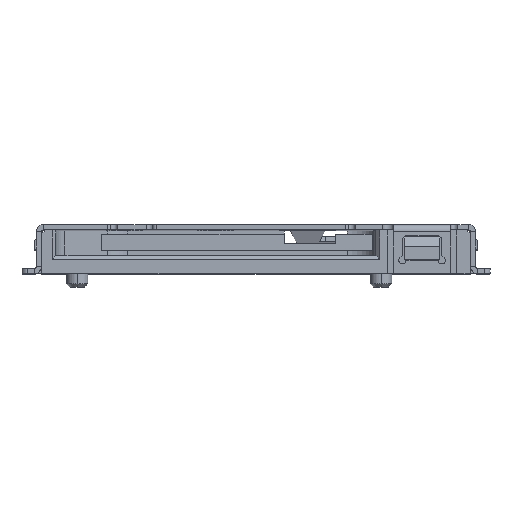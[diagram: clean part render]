
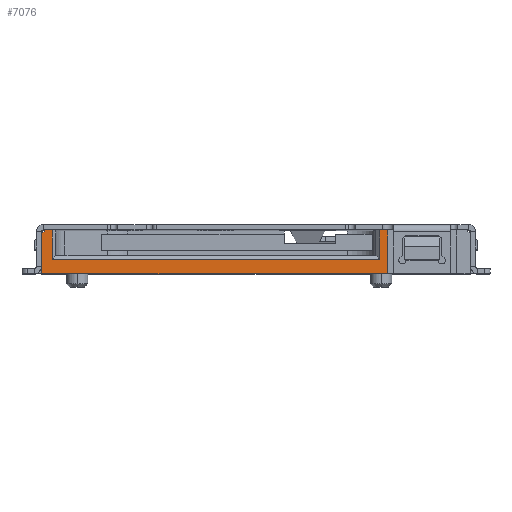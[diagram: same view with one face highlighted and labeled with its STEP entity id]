
A CAD part, top view. The second image highlights one B-rep face of the part: STEP entity #7076.
In plain terms, the highlighted planar face has unit normal (0, 0, 1).
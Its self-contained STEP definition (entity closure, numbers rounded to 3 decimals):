
#373 = CARTESIAN_POINT ( 'NONE',  ( 3.682, 0., 0. ) ) ;
#623 = EDGE_CURVE ( 'NONE', #10886, #16727, #8852, .T. ) ;
#647 = CARTESIAN_POINT ( 'NONE',  ( -5.695, 0.4, 0. ) ) ;
#886 = EDGE_CURVE ( 'NONE', #6207, #2258, #11418, .T. ) ;
#903 = EDGE_CURVE ( 'NONE', #12458, #7161, #17566, .T. ) ;
#1283 = ORIENTED_EDGE ( 'NONE', *, *, #10889, .T. ) ;
#1560 = VECTOR ( 'NONE', #17364, 1000. ) ;
#1674 = CARTESIAN_POINT ( 'NONE',  ( -5.695, 1.22, 0. ) ) ;
#2110 = VERTEX_POINT ( 'NONE', #5239 ) ;
#2135 = LINE ( 'NONE', #6667, #8272 ) ;
#2258 = VERTEX_POINT ( 'NONE', #13459 ) ;
#2689 = PLANE ( 'NONE',  #3307 ) ;
#3094 = FACE_OUTER_BOUND ( 'NONE', #15003, .T. ) ;
#3307 = AXIS2_PLACEMENT_3D ( 'NONE', #7616, #4427, #17047 ) ;
#4427 = DIRECTION ( 'NONE',  ( 0., 0., 1. ) ) ;
#5239 = CARTESIAN_POINT ( 'NONE',  ( 3.455, 0.4, 0. ) ) ;
#5767 = CARTESIAN_POINT ( 'NONE',  ( -3.558, 3.558, 0. ) ) ;
#5878 = CARTESIAN_POINT ( 'NONE',  ( -5.895, 1.22, 0. ) ) ;
#6207 = VERTEX_POINT ( 'NONE', #19559 ) ;
#6495 = EDGE_CURVE ( 'NONE', #11665, #6207, #17607, .T. ) ;
#6667 = CARTESIAN_POINT ( 'NONE',  ( -5.995, 1.22, 0. ) ) ;
#6964 = ORIENTED_EDGE ( 'NONE', *, *, #11200, .T. ) ;
#7076 = ADVANCED_FACE ( 'NONE', ( #3094 ), #2689, .T. ) ;
#7089 = EDGE_CURVE ( 'NONE', #18646, #10886, #15528, .T. ) ;
#7161 = VERTEX_POINT ( 'NONE', #12652 ) ;
#7324 = CARTESIAN_POINT ( 'NONE',  ( -5.995, 1.12, 0. ) ) ;
#7616 = CARTESIAN_POINT ( 'NONE',  ( 0., 0., 0. ) ) ;
#7743 = LINE ( 'NONE', #15440, #18523 ) ;
#8272 = VECTOR ( 'NONE', #13324, 1000. ) ;
#8852 = LINE ( 'NONE', #13289, #19851 ) ;
#9499 = ORIENTED_EDGE ( 'NONE', *, *, #6495, .T. ) ;
#9602 = ORIENTED_EDGE ( 'NONE', *, *, #886, .T. ) ;
#10215 = VECTOR ( 'NONE', #13786, 1000. ) ;
#10616 = DIRECTION ( 'NONE',  ( 0., -1., 0. ) ) ;
#10886 = VERTEX_POINT ( 'NONE', #7324 ) ;
#10889 = EDGE_CURVE ( 'NONE', #2110, #12458, #12249, .T. ) ;
#11200 = EDGE_CURVE ( 'NONE', #16727, #11665, #13270, .T. ) ;
#11418 = LINE ( 'NONE', #18889, #1560 ) ;
#11665 = VERTEX_POINT ( 'NONE', #16615 ) ;
#11955 = EDGE_CURVE ( 'NONE', #7161, #18646, #2135, .T. ) ;
#12249 = LINE ( 'NONE', #20134, #10215 ) ;
#12419 = CARTESIAN_POINT ( 'NONE',  ( -5.995, 0., 0. ) ) ;
#12458 = VERTEX_POINT ( 'NONE', #647 ) ;
#12569 = ORIENTED_EDGE ( 'NONE', *, *, #7089, .T. ) ;
#12652 = CARTESIAN_POINT ( 'NONE',  ( -5.695, 1.22, 0. ) ) ;
#12690 = VECTOR ( 'NONE', #14392, 1000. ) ;
#13270 = LINE ( 'NONE', #14910, #14467 ) ;
#13289 = CARTESIAN_POINT ( 'NONE',  ( -5.995, 1.22, 0. ) ) ;
#13324 = DIRECTION ( 'NONE',  ( -1., 0., 0. ) ) ;
#13459 = CARTESIAN_POINT ( 'NONE',  ( 3.455, 1.22, 0. ) ) ;
#13683 = DIRECTION ( 'NONE',  ( -0.707, -0.707, 0. ) ) ;
#13786 = DIRECTION ( 'NONE',  ( -1., 0., 0. ) ) ;
#14392 = DIRECTION ( 'NONE',  ( 0., 1., 0. ) ) ;
#14464 = VECTOR ( 'NONE', #13683, 1000. ) ;
#14467 = VECTOR ( 'NONE', #19495, 1000. ) ;
#14533 = DIRECTION ( 'NONE',  ( 0., 1., 0. ) ) ;
#14895 = VECTOR ( 'NONE', #14533, 1000. ) ;
#14910 = CARTESIAN_POINT ( 'NONE',  ( -5.995, 0., 0. ) ) ;
#15003 = EDGE_LOOP ( 'NONE', ( #9602, #18792, #1283, #19736, #16138, #12569, #17970, #6964, #9499 ) ) ;
#15440 = CARTESIAN_POINT ( 'NONE',  ( 3.455, 0.5, 0. ) ) ;
#15528 = LINE ( 'NONE', #5767, #14464 ) ;
#16138 = ORIENTED_EDGE ( 'NONE', *, *, #11955, .T. ) ;
#16485 = EDGE_CURVE ( 'NONE', #2258, #2110, #7743, .T. ) ;
#16615 = CARTESIAN_POINT ( 'NONE',  ( 3.682, 0., 0. ) ) ;
#16727 = VERTEX_POINT ( 'NONE', #12419 ) ;
#17047 = DIRECTION ( 'NONE',  ( 1., 0., 0. ) ) ;
#17364 = DIRECTION ( 'NONE',  ( -1., 0., 0. ) ) ;
#17566 = LINE ( 'NONE', #1674, #12690 ) ;
#17607 = LINE ( 'NONE', #373, #14895 ) ;
#17970 = ORIENTED_EDGE ( 'NONE', *, *, #623, .T. ) ;
#18523 = VECTOR ( 'NONE', #10616, 1000. ) ;
#18646 = VERTEX_POINT ( 'NONE', #5878 ) ;
#18792 = ORIENTED_EDGE ( 'NONE', *, *, #16485, .T. ) ;
#18889 = CARTESIAN_POINT ( 'NONE',  ( -5.995, 1.22, 0. ) ) ;
#19495 = DIRECTION ( 'NONE',  ( 1., 0., 0. ) ) ;
#19519 = DIRECTION ( 'NONE',  ( 0., -1., 0. ) ) ;
#19559 = CARTESIAN_POINT ( 'NONE',  ( 3.682, 1.22, 0. ) ) ;
#19736 = ORIENTED_EDGE ( 'NONE', *, *, #903, .T. ) ;
#19851 = VECTOR ( 'NONE', #19519, 1000. ) ;
#20134 = CARTESIAN_POINT ( 'NONE',  ( 0., 0.4, 0. ) ) ;
